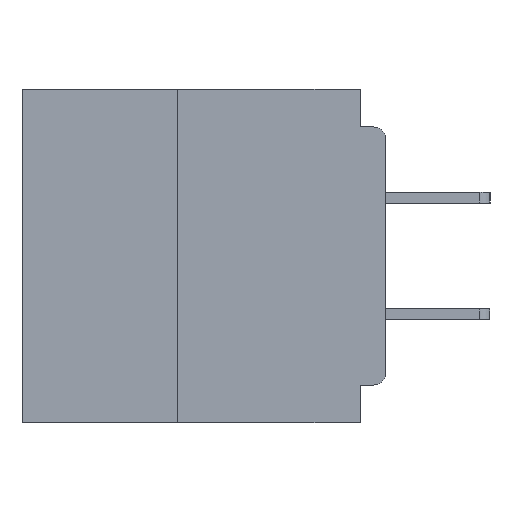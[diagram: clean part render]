
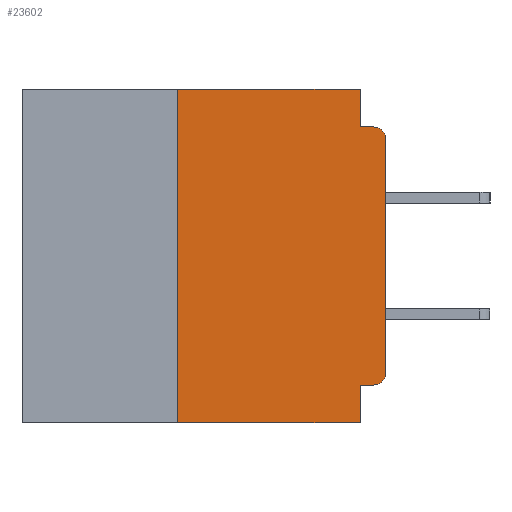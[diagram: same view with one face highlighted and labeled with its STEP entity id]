
A CAD part, left-side view. The second image highlights one B-rep face of the part: STEP entity #23602.
In plain terms, the highlighted planar face has unit normal (-1, 0, 0).
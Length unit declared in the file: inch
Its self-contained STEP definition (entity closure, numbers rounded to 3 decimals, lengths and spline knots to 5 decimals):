
#356 = CARTESIAN_POINT ( 'NONE',  ( 0., 0.25, -0.4 ) ) ;
#417 = VERTEX_POINT ( 'NONE', #31923 ) ;
#763 = VECTOR ( 'NONE', #40964, 39.37008 ) ;
#1199 = ORIENTED_EDGE ( 'NONE', *, *, #35643, .T. ) ;
#1759 = VECTOR ( 'NONE', #34040, 39.37008 ) ;
#2668 = VERTEX_POINT ( 'NONE', #10324 ) ;
#2905 = LINE ( 'NONE', #38546, #28640 ) ;
#3766 = CARTESIAN_POINT ( 'NONE',  ( 0., 0.437, 0. ) ) ;
#4417 = VERTEX_POINT ( 'NONE', #23287 ) ;
#5679 = VECTOR ( 'NONE', #16759, 39.37008 ) ;
#7835 = ORIENTED_EDGE ( 'NONE', *, *, #29406, .F. ) ;
#8231 = EDGE_CURVE ( 'NONE', #417, #29835, #9675, .T. ) ;
#8529 = LINE ( 'NONE', #13223, #35275 ) ;
#9221 = EDGE_CURVE ( 'NONE', #417, #2668, #23247, .T. ) ;
#9675 = LINE ( 'NONE', #37527, #763 ) ;
#10324 = CARTESIAN_POINT ( 'NONE',  ( 0., 0., -0.34 ) ) ;
#12307 = CARTESIAN_POINT ( 'NONE',  ( 0., 0.25, -0.4 ) ) ;
#12484 = ORIENTED_EDGE ( 'NONE', *, *, #23279, .F. ) ;
#13223 = CARTESIAN_POINT ( 'NONE',  ( 0., 0., 0. ) ) ;
#13892 = CARTESIAN_POINT ( 'NONE',  ( 0., 0.031, -0.355 ) ) ;
#14423 = FACE_OUTER_BOUND ( 'NONE', #41313, .T. ) ;
#15108 = DIRECTION ( 'NONE',  ( 0., 0., -1. ) ) ;
#15118 = DIRECTION ( 'NONE',  ( 0., 0., -1. ) ) ;
#15729 = ORIENTED_EDGE ( 'NONE', *, *, #39848, .F. ) ;
#16759 = DIRECTION ( 'NONE',  ( 0., -1., 0. ) ) ;
#16941 = DIRECTION ( 'NONE',  ( 0., -1., 0. ) ) ;
#17253 = DIRECTION ( 'NONE',  ( 1., 0., 0. ) ) ;
#17531 = CARTESIAN_POINT ( 'NONE',  ( 0., 0.015, -0.045 ) ) ;
#18253 = VERTEX_POINT ( 'NONE', #36995 ) ;
#19303 = CARTESIAN_POINT ( 'NONE',  ( 0., 0.015, -0.34 ) ) ;
#19809 = CARTESIAN_POINT ( 'NONE',  ( 0., 0.015, -0.06 ) ) ;
#20810 = VECTOR ( 'NONE', #16941, 39.37008 ) ;
#22639 = ORIENTED_EDGE ( 'NONE', *, *, #33796, .F. ) ;
#22702 = DIRECTION ( 'NONE',  ( 0., 0., -1. ) ) ;
#22840 = EDGE_CURVE ( 'NONE', #35717, #35180, #33937, .T. ) ;
#22938 = LINE ( 'NONE', #30469, #20810 ) ;
#23214 = DIRECTION ( 'NONE',  ( 0., 0., -1. ) ) ;
#23247 = CIRCLE ( 'NONE', #37950, 0.015 ) ;
#23279 = EDGE_CURVE ( 'NONE', #39888, #4417, #32867, .T. ) ;
#23287 = CARTESIAN_POINT ( 'NONE',  ( 0., 0.25, 0. ) ) ;
#23485 = CARTESIAN_POINT ( 'NONE',  ( 0., 0.031, -0.4 ) ) ;
#23602 = ADVANCED_FACE ( 'NONE', ( #14423 ), #30627, .F. ) ;
#23905 = ORIENTED_EDGE ( 'NONE', *, *, #28449, .F. ) ;
#24760 = EDGE_CURVE ( 'NONE', #39888, #40433, #28538, .T. ) ;
#26577 = ORIENTED_EDGE ( 'NONE', *, *, #24760, .T. ) ;
#26894 = CARTESIAN_POINT ( 'NONE',  ( 0., 0., -0.06 ) ) ;
#26907 = CARTESIAN_POINT ( 'NONE',  ( 0., 0., -0.045 ) ) ;
#27310 = CARTESIAN_POINT ( 'NONE',  ( 0., 0.437, -0.4 ) ) ;
#27555 = VECTOR ( 'NONE', #15108, 39.37008 ) ;
#28449 = EDGE_CURVE ( 'NONE', #4417, #18253, #22938, .T. ) ;
#28500 = CARTESIAN_POINT ( 'NONE',  ( 0., 0.031, 0. ) ) ;
#28538 = LINE ( 'NONE', #27310, #1759 ) ;
#28640 = VECTOR ( 'NONE', #15118, 39.37008 ) ;
#29406 = EDGE_CURVE ( 'NONE', #18253, #35294, #36425, .T. ) ;
#29835 = VERTEX_POINT ( 'NONE', #13892 ) ;
#30253 = AXIS2_PLACEMENT_3D ( 'NONE', #19809, #43105, #23214 ) ;
#30469 = CARTESIAN_POINT ( 'NONE',  ( 0., 0.437, 0. ) ) ;
#30627 = PLANE ( 'NONE',  #36704 ) ;
#31387 = LINE ( 'NONE', #26907, #5679 ) ;
#31837 = ORIENTED_EDGE ( 'NONE', *, *, #8231, .F. ) ;
#31923 = CARTESIAN_POINT ( 'NONE',  ( 0., 0.015, -0.355 ) ) ;
#32867 = LINE ( 'NONE', #12307, #41635 ) ;
#33796 = EDGE_CURVE ( 'NONE', #29835, #40433, #2905, .T. ) ;
#33937 = CIRCLE ( 'NONE', #30253, 0.015 ) ;
#34040 = DIRECTION ( 'NONE',  ( 0., -1., 0. ) ) ;
#35180 = VERTEX_POINT ( 'NONE', #17531 ) ;
#35275 = VECTOR ( 'NONE', #39998, 39.37008 ) ;
#35294 = VERTEX_POINT ( 'NONE', #38163 ) ;
#35643 = EDGE_CURVE ( 'NONE', #2668, #35717, #8529, .T. ) ;
#35717 = VERTEX_POINT ( 'NONE', #26894 ) ;
#35765 = DIRECTION ( 'NONE',  ( 0., 0., 1. ) ) ;
#36425 = LINE ( 'NONE', #28500, #27555 ) ;
#36704 = AXIS2_PLACEMENT_3D ( 'NONE', #3766, #17253, #40604 ) ;
#36995 = CARTESIAN_POINT ( 'NONE',  ( 0., 0.031, 0. ) ) ;
#37527 = CARTESIAN_POINT ( 'NONE',  ( 0., 0., -0.355 ) ) ;
#37950 = AXIS2_PLACEMENT_3D ( 'NONE', #19303, #42620, #22702 ) ;
#38163 = CARTESIAN_POINT ( 'NONE',  ( 0., 0.031, -0.045 ) ) ;
#38546 = CARTESIAN_POINT ( 'NONE',  ( 0., 0.031, -0.4 ) ) ;
#39848 = EDGE_CURVE ( 'NONE', #35294, #35180, #31387, .T. ) ;
#39866 = ORIENTED_EDGE ( 'NONE', *, *, #9221, .T. ) ;
#39888 = VERTEX_POINT ( 'NONE', #356 ) ;
#39998 = DIRECTION ( 'NONE',  ( 0., 0., 1. ) ) ;
#40225 = ORIENTED_EDGE ( 'NONE', *, *, #22840, .T. ) ;
#40433 = VERTEX_POINT ( 'NONE', #23485 ) ;
#40604 = DIRECTION ( 'NONE',  ( 0., 0., -1. ) ) ;
#40964 = DIRECTION ( 'NONE',  ( 0., 1., 0. ) ) ;
#41313 = EDGE_LOOP ( 'NONE', ( #1199, #40225, #15729, #7835, #23905, #12484, #26577, #22639, #31837, #39866 ) ) ;
#41635 = VECTOR ( 'NONE', #35765, 39.37008 ) ;
#42620 = DIRECTION ( 'NONE',  ( -1., 0., 0. ) ) ;
#43105 = DIRECTION ( 'NONE',  ( -1., 0., 0. ) ) ;
